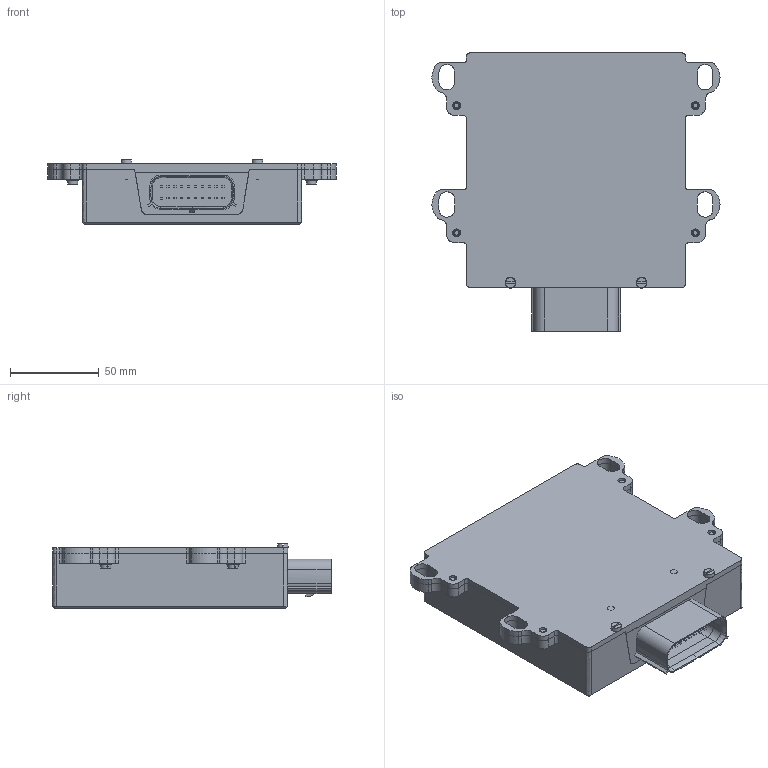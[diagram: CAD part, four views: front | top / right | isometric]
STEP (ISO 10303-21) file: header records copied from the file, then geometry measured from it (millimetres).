
FILE_DESCRIPTION(('FreeCAD Model'),'2;1');
FILE_NAME('Open CASCADE Shape Model','2025-04-29T15:44:03',('FreeCAD'),( 'FreeCAD'),'Open CASCADE STEP processor 7.6','FreeCAD','Unknown');
FILE_SCHEMA(('AUTOMOTIVE_DESIGN { 1 0 10303 214 1 1 1 1 }'));
Length unit declared in the file: millimetre
Products named in the file (1): Open CASCADE STEP translator 7.6 1
Bounding box: 161.92 x 156.39 x 36.29 mm (x, y, z)
Volume: 227969.1 mm3; surface area: 118170.3 mm2
Topology: 13 solids, 13 shells, 914 faces, 2418 edges, 1576 vertices
Faces by surface type: bspline 914
Entity records: 28134 total; most frequent: CARTESIAN_POINT 14062, ORIENTED_EDGE 4820, EDGE_CURVE 2410, B_SPLINE_CURVE_WITH_KNOTS 1744, VERTEX_POINT 1576, FACE_BOUND 1012, EDGE_LOOP 1012, ADVANCED_FACE 914
